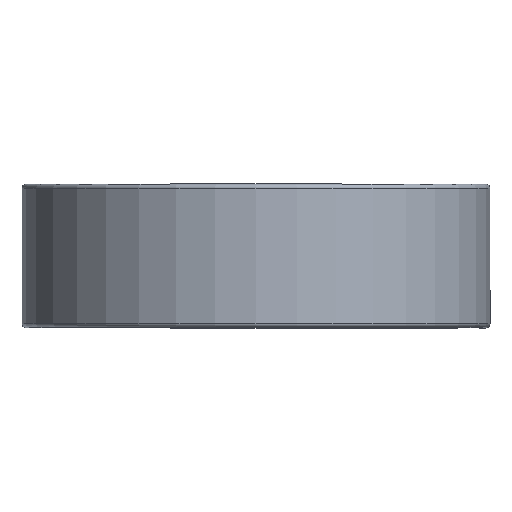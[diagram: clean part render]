
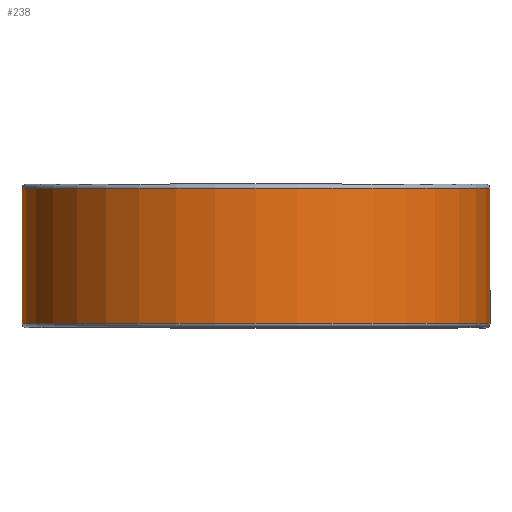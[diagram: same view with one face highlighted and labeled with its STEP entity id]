
A CAD part, top view. The second image highlights one B-rep face of the part: STEP entity #238.
In plain terms, the highlighted cylindrical face has radius 44.082 mm (diameter 88.163 mm), a partial arc.
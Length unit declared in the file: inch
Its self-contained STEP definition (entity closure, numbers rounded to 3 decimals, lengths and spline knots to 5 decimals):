
#48 = DIRECTION ( 'NONE',  ( 0., -1., 0. ) ) ;
#99 = CARTESIAN_POINT ( 'NONE',  ( 0., 0.50125, 0. ) ) ;
#189 = LINE ( 'NONE', #2322, #1179 ) ;
#238 = ADVANCED_FACE ( 'NONE', ( #1582 ), #2095, .T. ) ;
#276 = CARTESIAN_POINT ( 'NONE',  ( 0., 0.50125, -1.7355 ) ) ;
#326 = DIRECTION ( 'NONE',  ( 0., 1., 0. ) ) ;
#330 = ORIENTED_EDGE ( 'NONE', *, *, #546, .T. ) ;
#546 = EDGE_CURVE ( 'NONE', #2147, #2297, #2272, .T. ) ;
#610 = EDGE_CURVE ( 'NONE', #2410, #2297, #189, .T. ) ;
#620 = EDGE_CURVE ( 'NONE', #1040, #2410, #1234, .T. ) ;
#636 = EDGE_LOOP ( 'NONE', ( #1650, #330, #722, #2036 ) ) ;
#722 = ORIENTED_EDGE ( 'NONE', *, *, #610, .F. ) ;
#853 = DIRECTION ( 'NONE',  ( 0., 0., -1. ) ) ;
#878 = CARTESIAN_POINT ( 'NONE',  ( 1.7355, 0.50125, 0. ) ) ;
#972 = AXIS2_PLACEMENT_3D ( 'NONE', #2249, #2121, #1145 ) ;
#1000 = VECTOR ( 'NONE', #326, 39.37008 ) ;
#1024 = DIRECTION ( 'NONE',  ( 0., -1., 0. ) ) ;
#1040 = VERTEX_POINT ( 'NONE', #1149 ) ;
#1145 = DIRECTION ( 'NONE',  ( 0., 0., -1. ) ) ;
#1149 = CARTESIAN_POINT ( 'NONE',  ( 1.7355, -0.50125, 0. ) ) ;
#1179 = VECTOR ( 'NONE', #1974, 39.37008 ) ;
#1222 = DIRECTION ( 'NONE',  ( 0., 0., -1. ) ) ;
#1234 = CIRCLE ( 'NONE', #2126, 1.7355 ) ;
#1399 = CARTESIAN_POINT ( 'NONE',  ( 0., -0.50125, 0. ) ) ;
#1499 = CARTESIAN_POINT ( 'NONE',  ( 1.7355, 0.50125, 0. ) ) ;
#1582 = FACE_OUTER_BOUND ( 'NONE', #636, .T. ) ;
#1650 = ORIENTED_EDGE ( 'NONE', *, *, #2472, .T. ) ;
#1866 = CARTESIAN_POINT ( 'NONE',  ( 0., -0.50125, -1.7355 ) ) ;
#1974 = DIRECTION ( 'NONE',  ( 0., 1., 0. ) ) ;
#2036 = ORIENTED_EDGE ( 'NONE', *, *, #620, .F. ) ;
#2095 = CYLINDRICAL_SURFACE ( 'NONE', #972, 1.7355 ) ;
#2121 = DIRECTION ( 'NONE',  ( 0., -1., 0. ) ) ;
#2126 = AXIS2_PLACEMENT_3D ( 'NONE', #1399, #1024, #853 ) ;
#2147 = VERTEX_POINT ( 'NONE', #878 ) ;
#2245 = AXIS2_PLACEMENT_3D ( 'NONE', #99, #48, #1222 ) ;
#2249 = CARTESIAN_POINT ( 'NONE',  ( 0., 0.5, 0. ) ) ;
#2272 = CIRCLE ( 'NONE', #2245, 1.7355 ) ;
#2297 = VERTEX_POINT ( 'NONE', #276 ) ;
#2322 = CARTESIAN_POINT ( 'NONE',  ( 0., 0.50125, -1.7355 ) ) ;
#2410 = VERTEX_POINT ( 'NONE', #1866 ) ;
#2471 = LINE ( 'NONE', #1499, #1000 ) ;
#2472 = EDGE_CURVE ( 'NONE', #1040, #2147, #2471, .T. ) ;
